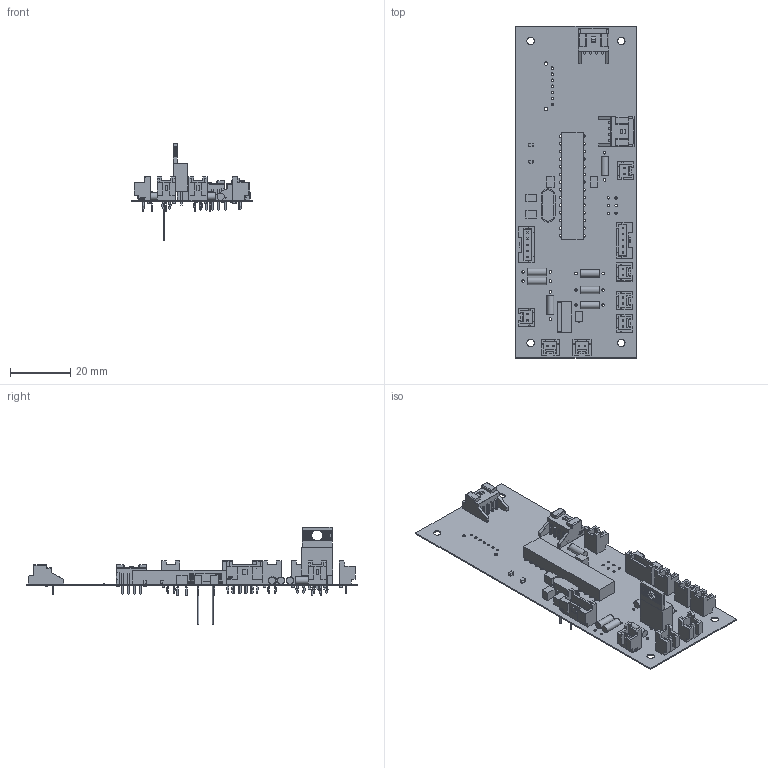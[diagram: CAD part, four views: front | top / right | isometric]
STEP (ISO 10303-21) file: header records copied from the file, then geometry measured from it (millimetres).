
FILE_DESCRIPTION(('Open CASCADE Model'),'2;1');
FILE_NAME('Open CASCADE Shape Model','2022-10-31T12:52:40',('Author'),( 'Open CASCADE'),'Open CASCADE STEP processor 6.8','Open CASCADE 6.8' ,'Unknown');
FILE_SCHEMA(('AUTOMOTIVE_DESIGN { 1 0 10303 214 1 1 1 1 }'));
Length unit declared in the file: millimetre
Products named in the file (102): PCB; Board; Open CASCADE STEP translator 6.8 1.1.1; GND; 5834972976; +5V; 5834972896; J14; Conn_JST_B05B-PASK_LF_SN_eec; body; terminal; logo; C5; 5834972656; C4; 5834972576; Y1; 5916595024; Extruded; 5916595664; 5916595424; Cylinder; U2; 5916594224; 5916594064; 5943870816; 5943870656; 5943870496; 5943870256; 5943870016; 5943869616; 5943869376; 5943869136; 5943868736; 5943868496; 5943868256; 5944089952; 5944089712; 5944089312; 5944089072 ...
Assembly tree (140 placements, depth 5):
  PCB
    Board
      Open CASCADE STEP translator 6.8 1.1.1
    GND
      5834972976
    +5V
      5834972896
    J14
      Conn_JST_B05B-PASK_LF_SN_eec
        body
        terminal
        logo
    C5
      5834972656
    C4
      5834972576
    Y1
      5916595024
        Extruded
      5916595664
        Extruded
      5916595424  x2
        Cylinder
    U2
      5916594224  x3
        Extruded
      5916594064  x3
        Extruded
      5943870816
        Extruded
      5943870656
        Extruded
      5943870496  x2
        Extruded
      5943870256  x2
        Extruded
      5943870016  x4
        Extruded
      5943869616  x2
        Extruded
      5943869376  x2
        Extruded
      5943869136  x4
        Extruded
      5943868736  x2
        Extruded
      5943868496  x2
        Extruded
      5943868256  x2
        Extruded
      5944089952  x2
        Extruded
      5944089712  x4
        Extruded
      5944089312  x2
        Extruded
      5944089072  x2
        Extruded
      5944088832
        Extruded
Bounding box: 40.01 x 109.98 x 32.45 mm (x, y, z)
Volume: 5959.8 mm3; surface area: 16529.9 mm2
Topology: 160 solids, 160 shells, 3373 faces, 8898 edges, 6375 vertices
Faces by surface type: plane 1704, cylinder 725, bspline 693, torus 140, sphere 104, cone 7
Full cylindrical faces by diameter (mm): 0.45 x2, 0.66 x10, 0.7 x34, 0.762 x6, 0.8 x11, 0.813 x7, 0.85 x14, 0.9 x28, 1 x3, 1.1 x11, 1.194 x2, 2.4 x7, 2.5 x4
Entity records: 47254 total; most frequent: CARTESIAN_POINT 9816, ORIENTED_EDGE 6742, DIRECTION 6642, EDGE_CURVE 3371, AXIS2_PLACEMENT_3D 2277, VERTEX_POINT 2125, LINE 2088, VECTOR 2088
